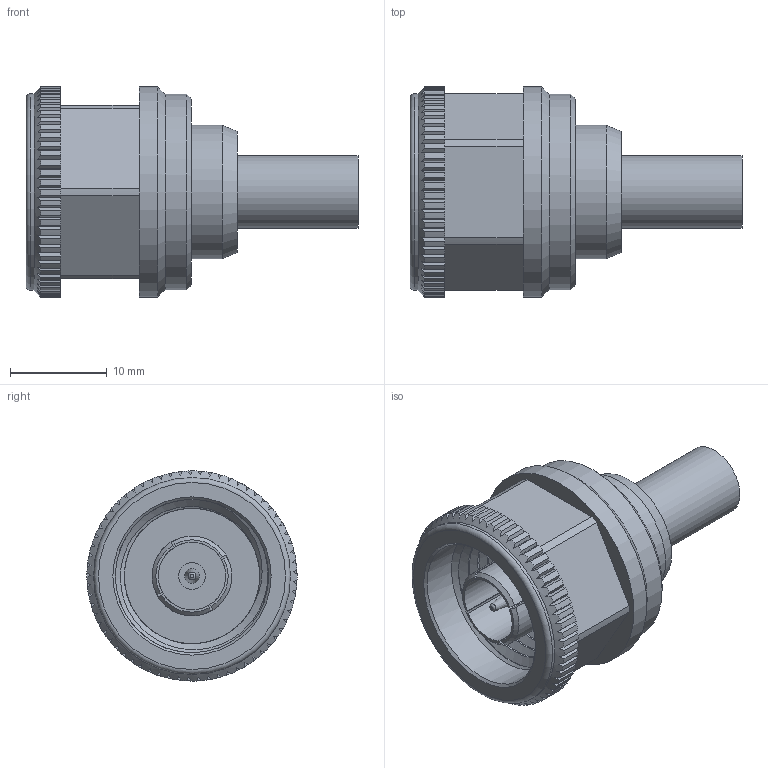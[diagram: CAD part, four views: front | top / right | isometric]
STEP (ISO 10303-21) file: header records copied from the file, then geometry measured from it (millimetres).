
FILE_DESCRIPTION (( 'STEP AP203' ), '1' );
FILE_NAME ('PE44521_3D.step', '2020-11-04T18:45:06', ( '' ), ( '' ), 'SwSTEP 2.0', 'SolidWorks 2018', '' );
FILE_SCHEMA (( 'CONFIG_CONTROL_DESIGN' ));
Length unit declared in the file: inch
Products named in the file (1): PE44521_3D
Bounding box: 34.38 x 21.78 x 21.78 mm (x, y, z)
Volume: 4643.4 mm3; surface area: 4068.3 mm2
Topology: 2 solids, 2 shells, 271 faces, 765 edges, 507 vertices
Faces by surface type: plane 165, cylinder 89, cone 12, bspline 3, torus 2
Full cylindrical faces by diameter (mm): 1.524 x1, 2.794 x1, 4.2 x1, 5.5 x1, 6.6 x1, 6.985 x1, 7.5 x1, 8.255 x1, 13.791 x1, 15.875 x5, 20.233 x1, 20.385 x1, 21.775 x1
Entity records: 9621 total; most frequent: CARTESIAN_POINT 2893, ORIENTED_EDGE 1446, DIRECTION 1297, EDGE_CURVE 723, VERTEX_POINT 492, AXIS2_PLACEMENT_3D 458, VECTOR 381, LINE 381
